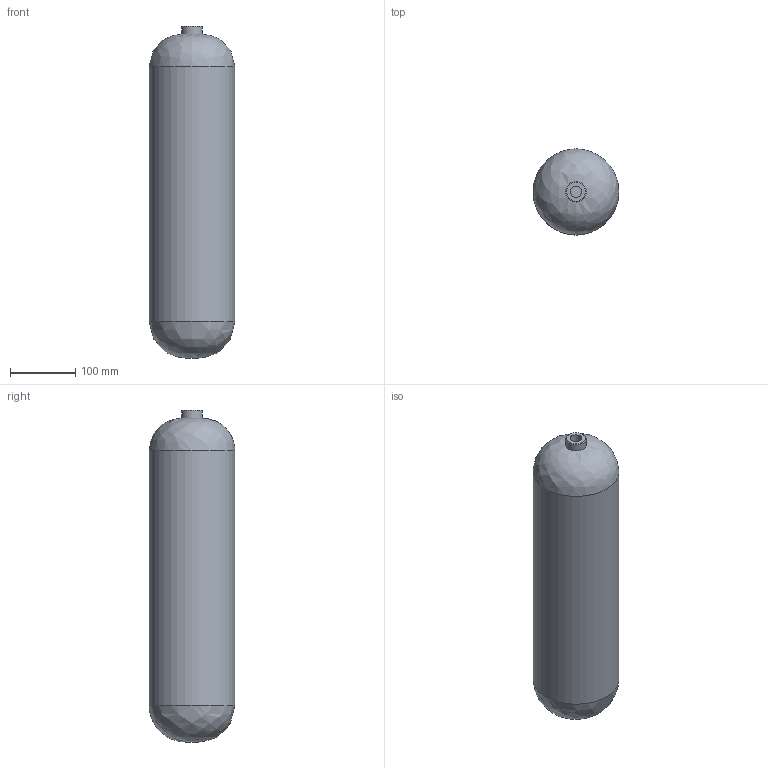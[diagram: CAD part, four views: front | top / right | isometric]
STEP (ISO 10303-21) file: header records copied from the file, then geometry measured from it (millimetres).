
FILE_DESCRIPTION(('STEP AP214'),'1');
FILE_NAME('00CYL-1046-00 (KF-022 Fiber-Wrapped Cylinder) _DV_.stp','2021-02-03T20:06:54',(' '),(' '),'Spatial InterOp 3D',' ',' ');
FILE_SCHEMA(('AUTOMOTIVE_DESIGN { 1 0 10303 214 1 1 1 1 }'));
Length unit declared in the file: inch
Products named in the file (1): 00CYL-1046-00 (KF-022 Fiber-Wrapped Cylinder) [DV]
Bounding box: 132.08 x 132.08 x 510.54 mm (x, y, z)
Volume: 272455.2 mm3; surface area: 421278.4 mm2
Topology: 1 solids, 1 shells, 14 faces, 29 edges, 17 vertices
Faces by surface type: cylinder 5, plane 4, bspline 4, torus 1
Full cylindrical faces by diameter (mm): 17.462 x1, 31.75 x2, 129.54 x1, 132.08 x1
Entity records: 510 total; most frequent: CARTESIAN_POINT 151, DIRECTION 52, ORIENTED_EDGE 30, AXIS2_PLACEMENT_3D 26, EDGE_LOOP 26, FACE_OUTER_BOUND 24, EDGE_CURVE 15, CIRCLE 15
